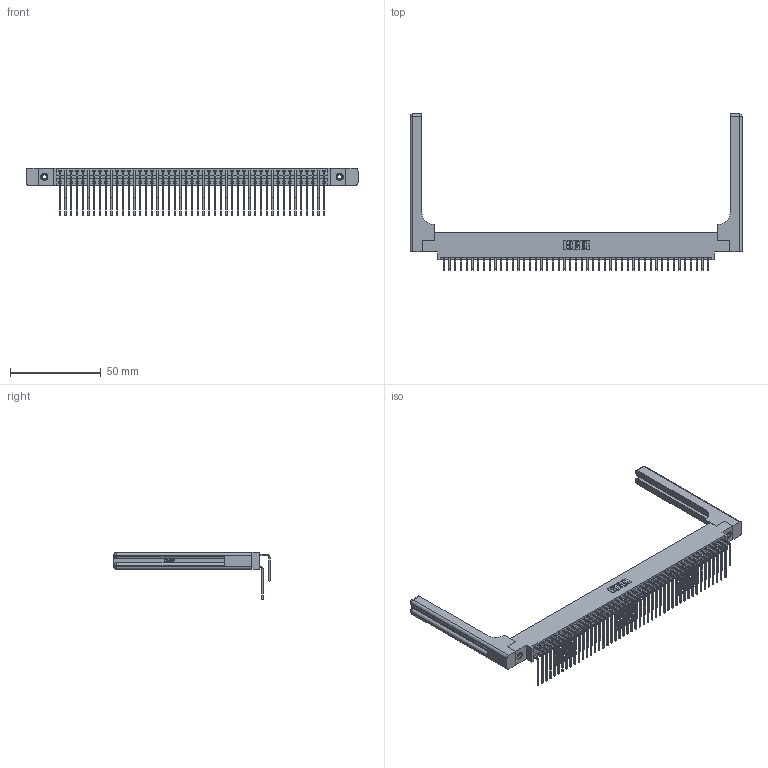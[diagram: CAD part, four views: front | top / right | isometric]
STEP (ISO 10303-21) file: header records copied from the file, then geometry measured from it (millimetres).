
FILE_DESCRIPTION (( 'STEP AP203' ), '1' );
FILE_NAME ('346-094-559-858.STEP', '2022-05-26T15:24:26', ( '' ), ( '' ), 'SwSTEP 2.0', 'SolidWorks 2020', '' );
FILE_SCHEMA (( 'CONFIG_CONTROL_DESIGN' ));
Length unit declared in the file: inch
Products named in the file (6): 346 Part_0.170 Offset - 0.156 Dia-TH; 345-250-001_345-250-001-102; 346-094-559-858; 345-292-001_559 Tail - 2; 345-292-001_558 559 Tail - 1; 346-220-058_345-220-058
Assembly tree (99 placements, depth 2):
  346-094-559-858
    346 Part_0.170 Offset - 0.156 Dia-TH
    345-292-001_558 559 Tail - 1  x47
    345-292-001_559 Tail - 2  x47
    345-250-001_345-250-001-102  x2
    346-220-058_345-220-058  x2
Bounding box: 183.29 x 86.17 x 26.16 mm (x, y, z)
Volume: 25775.3 mm3; surface area: 32995.5 mm2
Topology: 99 solids, 99 shells, 5472 faces, 16177 edges, 10638 vertices
Faces by surface type: plane 3720, cylinder 1692, bspline 36, cone 12, sphere 8, torus 4
Entity records: 37514 total; most frequent: CARTESIAN_POINT 7242, ORIENTED_EDGE 5920, DIRECTION 5336, EDGE_CURVE 2960, VECTOR 2508, LINE 2508, VERTEX_POINT 1962, AXIS2_PLACEMENT_3D 1414
